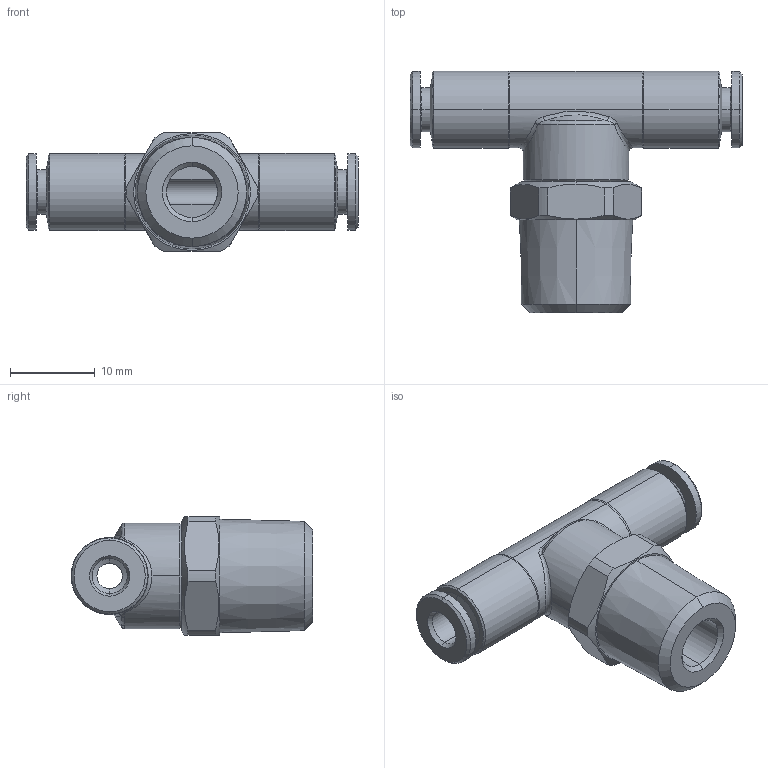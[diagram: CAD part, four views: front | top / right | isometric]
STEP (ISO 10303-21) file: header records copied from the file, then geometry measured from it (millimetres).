
FILE_DESCRIPTION (( 'STEP AP203' ), '1' );
FILE_NAME ('A0100011.STEP', '2009-03-05T07:47:54', ( 'UT1' ), ( 'sopra-pneumatic' ), 'SwSTEP 2.0', 'SolidWorks 2009', '' );
FILE_SCHEMA (( 'CONFIG_CONTROL_DESIGN' ));
Length unit declared in the file: millimetre
Products named in the file (1): A0100011
Bounding box: 39.2 x 28.55 x 14 mm (x, y, z)
Volume: 4156.3 mm3; surface area: 3140 mm2
Topology: 1 solids, 1 shells, 100 faces, 224 edges, 132 vertices
Faces by surface type: cone 38, cylinder 31, plane 17, bspline 8, torus 6
Entity records: 3401 total; most frequent: CARTESIAN_POINT 1113, DIRECTION 486, ORIENTED_EDGE 448, EDGE_CURVE 224, AXIS2_PLACEMENT_3D 205, VERTEX_POINT 132, CIRCLE 112, EDGE_LOOP 110
